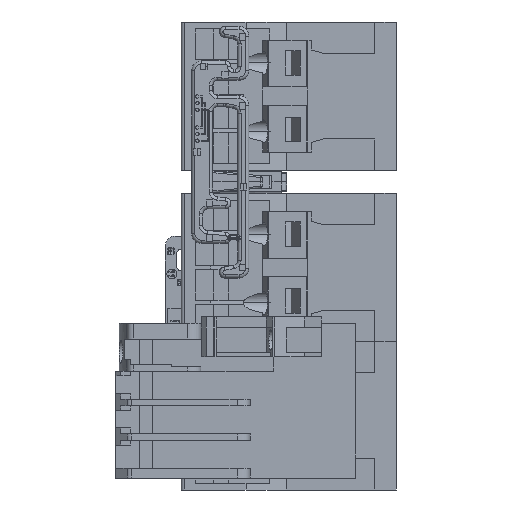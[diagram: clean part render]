
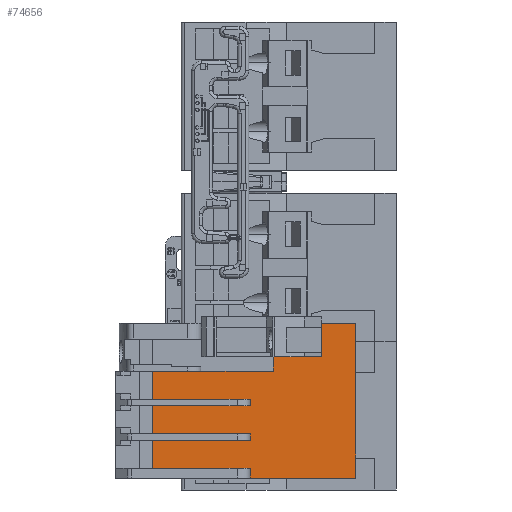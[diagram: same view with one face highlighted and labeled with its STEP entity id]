
A CAD part, left-side view. The second image highlights one B-rep face of the part: STEP entity #74656.
In plain terms, the highlighted face is planar.
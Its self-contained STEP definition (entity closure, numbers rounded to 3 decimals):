
#127 = VERTEX_POINT ( 'NONE', #75857 ) ;
#375 = VECTOR ( 'NONE', #1836, 1000. ) ;
#479 = EDGE_CURVE ( 'NONE', #39655, #19330, #17632, .T. ) ;
#539 = ORIENTED_EDGE ( 'NONE', *, *, #479, .T. ) ;
#543 = CARTESIAN_POINT ( 'NONE',  ( 12.974, -29.454, -37.833 ) ) ;
#558 = ORIENTED_EDGE ( 'NONE', *, *, #31283, .T. ) ;
#924 = VECTOR ( 'NONE', #5644, 1000. ) ;
#1836 = DIRECTION ( 'NONE',  ( 0., 0., 1. ) ) ;
#2670 = CARTESIAN_POINT ( 'NONE',  ( 36.424, -29.454, -27.433 ) ) ;
#3952 = DIRECTION ( 'NONE',  ( 0., 0., 1. ) ) ;
#4013 = CARTESIAN_POINT ( 'NONE',  ( 2.474, -29.454, -37.833 ) ) ;
#4357 = LINE ( 'NONE', #32446, #56045 ) ;
#4603 = VERTEX_POINT ( 'NONE', #30108 ) ;
#4740 = DIRECTION ( 'NONE',  ( 0., 0., -1. ) ) ;
#5581 = ORIENTED_EDGE ( 'NONE', *, *, #47401, .T. ) ;
#5644 = DIRECTION ( 'NONE',  ( 0., 0., 1. ) ) ;
#6981 = EDGE_CURVE ( 'NONE', #13030, #75082, #41201, .T. ) ;
#7203 = VERTEX_POINT ( 'NONE', #20345 ) ;
#8138 = CARTESIAN_POINT ( 'NONE',  ( 21.474, -29.454, -37.833 ) ) ;
#9836 = EDGE_CURVE ( 'NONE', #7203, #39506, #14458, .T. ) ;
#9907 = LINE ( 'NONE', #23246, #76835 ) ;
#10377 = VECTOR ( 'NONE', #77385, 1000. ) ;
#11299 = LINE ( 'NONE', #80664, #58903 ) ;
#11573 = CARTESIAN_POINT ( 'NONE',  ( -0.476, -29.454, 23.767 ) ) ;
#12434 = VECTOR ( 'NONE', #43666, 1000. ) ;
#13030 = VERTEX_POINT ( 'NONE', #36287 ) ;
#14458 = LINE ( 'NONE', #11573, #81362 ) ;
#15683 = ORIENTED_EDGE ( 'NONE', *, *, #34823, .T. ) ;
#16073 = DIRECTION ( 'NONE',  ( -1., 0., 0. ) ) ;
#17269 = DIRECTION ( 'NONE',  ( 0., 0., -1. ) ) ;
#17632 = LINE ( 'NONE', #66442, #375 ) ;
#17850 = CARTESIAN_POINT ( 'NONE',  ( -0.476, -29.454, -37.833 ) ) ;
#18414 = CARTESIAN_POINT ( 'NONE',  ( 10.974, -29.454, 23.767 ) ) ;
#18697 = ORIENTED_EDGE ( 'NONE', *, *, #54128, .T. ) ;
#18711 = CARTESIAN_POINT ( 'NONE',  ( 31.974, -29.454, -37.833 ) ) ;
#19330 = VERTEX_POINT ( 'NONE', #18414 ) ;
#19733 = EDGE_CURVE ( 'NONE', #73448, #65643, #4357, .T. ) ;
#20066 = AXIS2_PLACEMENT_3D ( 'NONE', #37043, #43536, #4740 ) ;
#20156 = EDGE_CURVE ( 'NONE', #75082, #65643, #83356, .T. ) ;
#20345 = CARTESIAN_POINT ( 'NONE',  ( 31.974, -29.454, 23.767 ) ) ;
#20348 = EDGE_CURVE ( 'NONE', #39506, #76142, #69160, .T. ) ;
#20755 = CARTESIAN_POINT ( 'NONE',  ( 12.974, -29.454, -5.833 ) ) ;
#20882 = DIRECTION ( 'NONE',  ( -1., 0., 0. ) ) ;
#21113 = CARTESIAN_POINT ( 'NONE',  ( 46.524, -29.454, -37.833 ) ) ;
#21961 = CARTESIAN_POINT ( 'NONE',  ( -0.476, -29.454, -5.833 ) ) ;
#23246 = CARTESIAN_POINT ( 'NONE',  ( 31.974, -29.454, -37.833 ) ) ;
#23945 = EDGE_CURVE ( 'NONE', #127, #55783, #52587, .T. ) ;
#24584 = LINE ( 'NONE', #80126, #39732 ) ;
#24835 = ORIENTED_EDGE ( 'NONE', *, *, #45268, .T. ) ;
#25517 = DIRECTION ( 'NONE',  ( -1., 0., 0. ) ) ;
#25668 = ORIENTED_EDGE ( 'NONE', *, *, #31516, .T. ) ;
#25791 = LINE ( 'NONE', #8138, #27815 ) ;
#27815 = VECTOR ( 'NONE', #46944, 1000. ) ;
#30108 = CARTESIAN_POINT ( 'NONE',  ( 12.974, -29.454, 23.767 ) ) ;
#31283 = EDGE_CURVE ( 'NONE', #13030, #127, #39962, .T. ) ;
#31516 = EDGE_CURVE ( 'NONE', #55665, #77491, #25791, .T. ) ;
#32356 = CARTESIAN_POINT ( 'NONE',  ( 2.474, -29.454, -5.833 ) ) ;
#32446 = CARTESIAN_POINT ( 'NONE',  ( 46.524, -29.454, -37.833 ) ) ;
#32494 = VECTOR ( 'NONE', #66239, 1000. ) ;
#32748 = VECTOR ( 'NONE', #42842, 1000. ) ;
#34823 = EDGE_CURVE ( 'NONE', #70289, #51620, #41628, .T. ) ;
#35807 = ORIENTED_EDGE ( 'NONE', *, *, #6981, .F. ) ;
#35849 = CARTESIAN_POINT ( 'NONE',  ( 2.474, -29.454, 23.767 ) ) ;
#36052 = ORIENTED_EDGE ( 'NONE', *, *, #9836, .T. ) ;
#36287 = CARTESIAN_POINT ( 'NONE',  ( 36.424, -29.454, -12.833 ) ) ;
#36977 = EDGE_CURVE ( 'NONE', #55783, #7203, #9907, .T. ) ;
#37043 = CARTESIAN_POINT ( 'NONE',  ( -0.476, -29.454, -37.833 ) ) ;
#37184 = CARTESIAN_POINT ( 'NONE',  ( 8.298, -29.454, -27.433 ) ) ;
#38531 = DIRECTION ( 'NONE',  ( 0., 0., -1. ) ) ;
#38622 = CARTESIAN_POINT ( 'NONE',  ( -0.476, -29.454, -5.833 ) ) ;
#38683 = EDGE_CURVE ( 'NONE', #77491, #4603, #66906, .T. ) ;
#39355 = CARTESIAN_POINT ( 'NONE',  ( -0.476, -29.454, -37.833 ) ) ;
#39506 = VERTEX_POINT ( 'NONE', #63556 ) ;
#39586 = VECTOR ( 'NONE', #20882, 1000. ) ;
#39655 = VERTEX_POINT ( 'NONE', #49296 ) ;
#39732 = VECTOR ( 'NONE', #54590, 1000. ) ;
#39885 = EDGE_CURVE ( 'NONE', #4603, #55713, #47469, .T. ) ;
#39962 = LINE ( 'NONE', #57776, #72399 ) ;
#40448 = CARTESIAN_POINT ( 'NONE',  ( -0.476, -29.454, 23.767 ) ) ;
#41062 = EDGE_LOOP ( 'NONE', ( #67665, #52296, #68991, #35807, #558, #61351, #62287, #36052, #75476, #5581, #25668, #75336, #63246, #48297, #539, #84050, #18697, #15683, #24835 ) ) ;
#41201 = LINE ( 'NONE', #81812, #56390 ) ;
#41628 = LINE ( 'NONE', #46614, #39586 ) ;
#42842 = DIRECTION ( 'NONE',  ( 0., 0., -1. ) ) ;
#43266 = PLANE ( 'NONE',  #20066 ) ;
#43536 = DIRECTION ( 'NONE',  ( 0., -1., 0. ) ) ;
#43666 = DIRECTION ( 'NONE',  ( 1., 0., 0. ) ) ;
#45268 = EDGE_CURVE ( 'NONE', #51620, #78745, #83367, .T. ) ;
#45450 = VECTOR ( 'NONE', #52347, 1000. ) ;
#46206 = CARTESIAN_POINT ( 'NONE',  ( 21.474, -29.454, -5.833 ) ) ;
#46614 = CARTESIAN_POINT ( 'NONE',  ( -0.476, -29.454, -5.833 ) ) ;
#46848 = LINE ( 'NONE', #38622, #10377 ) ;
#46944 = DIRECTION ( 'NONE',  ( 0., 0., 1. ) ) ;
#47401 = EDGE_CURVE ( 'NONE', #76142, #55665, #46848, .T. ) ;
#47469 = LINE ( 'NONE', #543, #45450 ) ;
#47961 = CARTESIAN_POINT ( 'NONE',  ( 23.474, -29.454, -5.833 ) ) ;
#48297 = ORIENTED_EDGE ( 'NONE', *, *, #77633, .T. ) ;
#49296 = CARTESIAN_POINT ( 'NONE',  ( 10.974, -29.454, -5.833 ) ) ;
#51620 = VERTEX_POINT ( 'NONE', #21961 ) ;
#51878 = VECTOR ( 'NONE', #54006, 1000. ) ;
#51984 = CARTESIAN_POINT ( 'NONE',  ( 21.474, -29.454, 23.767 ) ) ;
#52296 = ORIENTED_EDGE ( 'NONE', *, *, #19733, .T. ) ;
#52347 = DIRECTION ( 'NONE',  ( 0., 0., -1. ) ) ;
#52587 = LINE ( 'NONE', #18711, #924 ) ;
#54006 = DIRECTION ( 'NONE',  ( 0., 0., -1. ) ) ;
#54128 = EDGE_CURVE ( 'NONE', #69559, #70289, #67168, .T. ) ;
#54590 = DIRECTION ( 'NONE',  ( -1., 0., 0. ) ) ;
#54723 = CARTESIAN_POINT ( 'NONE',  ( 31.974, -29.454, 9.459 ) ) ;
#55036 = CARTESIAN_POINT ( 'NONE',  ( 46.524, -29.454, -27.433 ) ) ;
#55665 = VERTEX_POINT ( 'NONE', #46206 ) ;
#55713 = VERTEX_POINT ( 'NONE', #20755 ) ;
#55783 = VERTEX_POINT ( 'NONE', #54723 ) ;
#56045 = VECTOR ( 'NONE', #68148, 1000. ) ;
#56390 = VECTOR ( 'NONE', #17269, 1000. ) ;
#57776 = CARTESIAN_POINT ( 'NONE',  ( -0.476, -29.454, -12.833 ) ) ;
#58903 = VECTOR ( 'NONE', #16073, 1000. ) ;
#60548 = CARTESIAN_POINT ( 'NONE',  ( 23.474, -29.454, -37.833 ) ) ;
#61351 = ORIENTED_EDGE ( 'NONE', *, *, #23945, .T. ) ;
#62287 = ORIENTED_EDGE ( 'NONE', *, *, #36977, .T. ) ;
#63246 = ORIENTED_EDGE ( 'NONE', *, *, #39885, .T. ) ;
#63314 = VECTOR ( 'NONE', #72182, 1000. ) ;
#63556 = CARTESIAN_POINT ( 'NONE',  ( 23.474, -29.454, 23.767 ) ) ;
#64130 = VECTOR ( 'NONE', #38531, 1000. ) ;
#65313 = LINE ( 'NONE', #39355, #63314 ) ;
#65643 = VERTEX_POINT ( 'NONE', #55036 ) ;
#66239 = DIRECTION ( 'NONE',  ( -1., 0., 0. ) ) ;
#66442 = CARTESIAN_POINT ( 'NONE',  ( 10.974, -29.454, -37.833 ) ) ;
#66906 = LINE ( 'NONE', #40448, #32494 ) ;
#67168 = LINE ( 'NONE', #4013, #32748 ) ;
#67665 = ORIENTED_EDGE ( 'NONE', *, *, #74297, .T. ) ;
#68148 = DIRECTION ( 'NONE',  ( 0., 0., 1. ) ) ;
#68991 = ORIENTED_EDGE ( 'NONE', *, *, #20156, .F. ) ;
#69160 = LINE ( 'NONE', #60548, #51878 ) ;
#69559 = VERTEX_POINT ( 'NONE', #35849 ) ;
#69957 = DIRECTION ( 'NONE',  ( -1., 0., 0. ) ) ;
#70289 = VERTEX_POINT ( 'NONE', #32356 ) ;
#72182 = DIRECTION ( 'NONE',  ( 1., 0., 0. ) ) ;
#72399 = VECTOR ( 'NONE', #25517, 1000. ) ;
#73448 = VERTEX_POINT ( 'NONE', #21113 ) ;
#74297 = EDGE_CURVE ( 'NONE', #78745, #73448, #65313, .T. ) ;
#74656 = ADVANCED_FACE ( 'NONE', ( #79453 ), #43266, .T. ) ;
#75082 = VERTEX_POINT ( 'NONE', #2670 ) ;
#75336 = ORIENTED_EDGE ( 'NONE', *, *, #38683, .T. ) ;
#75476 = ORIENTED_EDGE ( 'NONE', *, *, #20348, .T. ) ;
#75857 = CARTESIAN_POINT ( 'NONE',  ( 31.974, -29.454, -12.833 ) ) ;
#76142 = VERTEX_POINT ( 'NONE', #47961 ) ;
#76835 = VECTOR ( 'NONE', #3952, 1000. ) ;
#77140 = EDGE_CURVE ( 'NONE', #19330, #69559, #24584, .T. ) ;
#77316 = CARTESIAN_POINT ( 'NONE',  ( -0.476, -29.454, -37.833 ) ) ;
#77385 = DIRECTION ( 'NONE',  ( -1., 0., 0. ) ) ;
#77491 = VERTEX_POINT ( 'NONE', #51984 ) ;
#77633 = EDGE_CURVE ( 'NONE', #55713, #39655, #11299, .T. ) ;
#78745 = VERTEX_POINT ( 'NONE', #17850 ) ;
#79453 = FACE_OUTER_BOUND ( 'NONE', #41062, .T. ) ;
#80126 = CARTESIAN_POINT ( 'NONE',  ( -0.476, -29.454, 23.767 ) ) ;
#80664 = CARTESIAN_POINT ( 'NONE',  ( -0.476, -29.454, -5.833 ) ) ;
#81362 = VECTOR ( 'NONE', #69957, 1000. ) ;
#81812 = CARTESIAN_POINT ( 'NONE',  ( 36.424, -29.454, -7.063 ) ) ;
#83356 = LINE ( 'NONE', #37184, #12434 ) ;
#83367 = LINE ( 'NONE', #77316, #64130 ) ;
#84050 = ORIENTED_EDGE ( 'NONE', *, *, #77140, .T. ) ;
